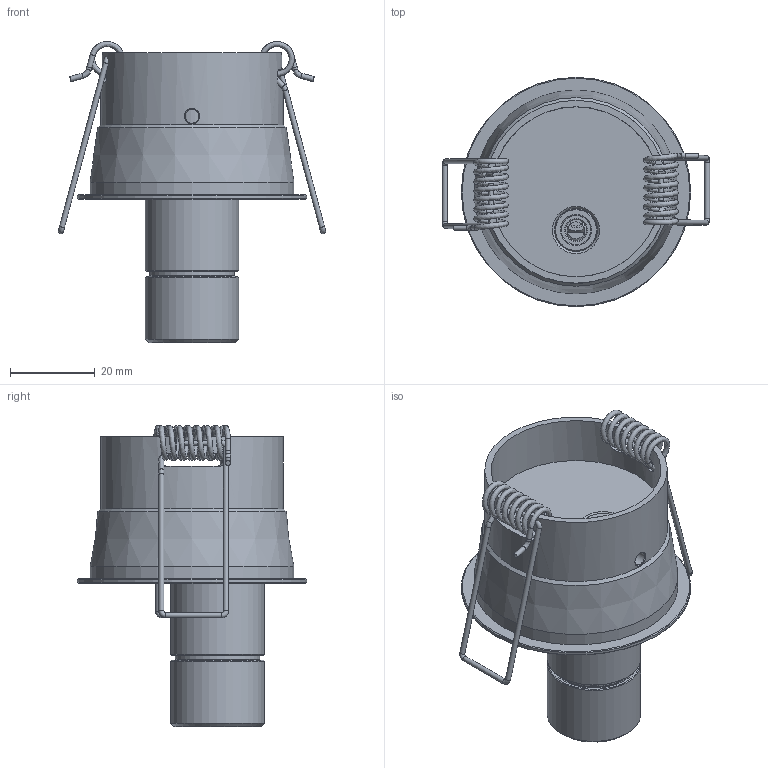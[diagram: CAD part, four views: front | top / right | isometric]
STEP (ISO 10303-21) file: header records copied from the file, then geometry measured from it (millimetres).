
FILE_DESCRIPTION(/* description */ ('This is a sample STEP configuration'),/* implementation_level */ '2;1');
FILE_NAME(/* name */ '577-00601xxxxxxx SIMPLE.ipt_Rev_00.1.stp',/* time_stamp */ '2023-04-26T14:22:43+02:00',/* author */ ('powerJobs'),/* organization */ ('coolOrange'),/* preprocessor_version */ 'ST-DEVELOPER v19.2',/* originating_system */ 'Autodesk Inventor 2023',/* authorisation */ '');
FILE_SCHEMA (('AUTOMOTIVE_DESIGN { 1 0 10303 214 3 1 1 }'));
Length unit declared in the file: millimetre
Products named in the file (1): ENG000026632
Bounding box: 62.94 x 54 x 70.85 mm (x, y, z)
Volume: 25633.4 mm3; surface area: 24545.2 mm2
Topology: 7 solids, 7 shells, 589 faces, 1556 edges, 953 vertices
Faces by surface type: plane 168, cylinder 145, bspline 127, cone 65, torus 53, sphere 31
Full cylindrical faces by diameter (mm): 1 x4, 1.2 x10, 3.242 x1, 4 x1, 5 x1, 6.917 x1, 6.92 x1, 10 x3, 10.1 x1, 14 x1, 15.5 x1, 16.5 x1, 17.7 x1, 18.5 x1, 19 x1, 20 x3, 20.5 x1, 22 x2, 40 x1, 43 x1, 48 x1, 54 x1
Entity records: 33630 total; most frequent: CARTESIAN_POINT 19613, ORIENTED_EDGE 3078, DIRECTION 2802, EDGE_CURVE 1539, AXIS2_PLACEMENT_3D 1163, VERTEX_POINT 952, EDGE_LOOP 621, FACE_OUTER_BOUND 589
